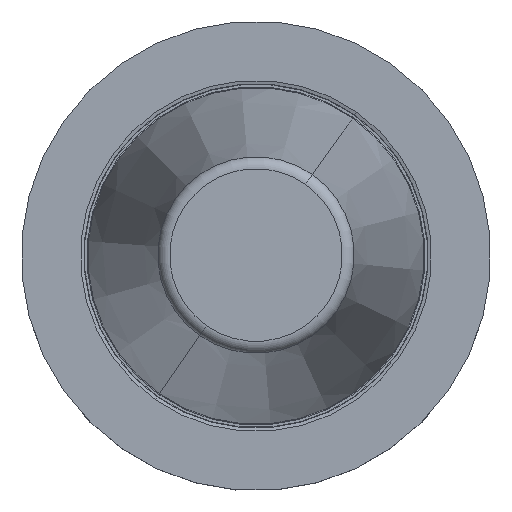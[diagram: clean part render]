
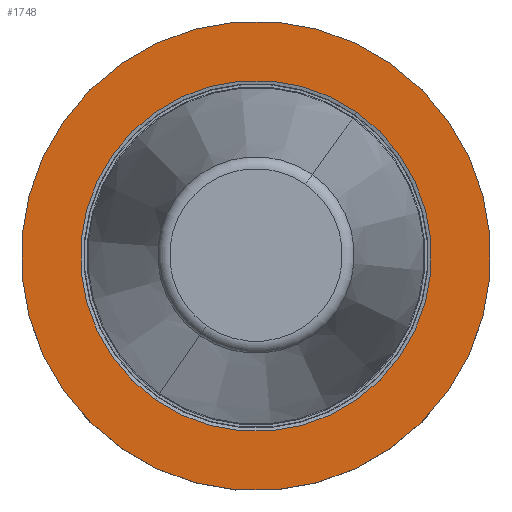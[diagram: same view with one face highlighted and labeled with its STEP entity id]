
A CAD part, top view. The second image highlights one B-rep face of the part: STEP entity #1748.
In plain terms, the highlighted planar face has unit normal (0, 0, 1).
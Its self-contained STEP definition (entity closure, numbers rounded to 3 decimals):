
#671=CARTESIAN_POINT('',(0.,0.,-3.2));
#672=DIRECTION('',(0.,0.,1.));
#673=DIRECTION('',(0.574,0.819,0.));
#674=AXIS2_PLACEMENT_3D('',#671,#672,#673);
#679=CARTESIAN_POINT('',(0.,0.,-3.2));
#680=DIRECTION('',(0.,0.,-1.));
#681=DIRECTION('',(0.574,0.819,0.));
#682=AXIS2_PLACEMENT_3D('',#679,#680,#681);
#687=CARTESIAN_POINT('',(0.,0.,-3.2));
#688=DIRECTION('',(0.,0.,-1.));
#689=DIRECTION('',(0.574,0.819,0.));
#690=AXIS2_PLACEMENT_3D('',#687,#688,#689);
#709=CARTESIAN_POINT('',(0.,0.,-3.2));
#710=DIRECTION('',(0.,0.,1.));
#711=DIRECTION('',(0.574,0.819,0.));
#712=AXIS2_PLACEMENT_3D('',#709,#710,#711);
#1043=CARTESIAN_POINT('',(27.962,39.934,-3.2));
#1044=VERTEX_POINT('',#1043);
#1045=CARTESIAN_POINT('',(20.904,29.854,-3.2));
#1047=VERTEX_POINT('',#1045);
#1113=CARTESIAN_POINT('',(-27.962,-39.934,-3.2));
#1114=VERTEX_POINT('',#1113);
#1115=CARTESIAN_POINT('',(-20.904,-29.854,-3.2));
#1117=VERTEX_POINT('',#1115);
#1733=CARTESIAN_POINT('',(0.,0.,-3.2));
#1734=DIRECTION('',(0.,0.,-1.));
#1735=DIRECTION('',(-0.574,-0.819,0.));
#1736=AXIS2_PLACEMENT_3D('',#1733,#1734,#1735);
#1737=PLANE('',#1736);
#1738=ORIENTED_EDGE('',*,*,#1712,.F.);
#1739=ORIENTED_EDGE('',*,*,#1728,.T.);
#1740=EDGE_LOOP('',(#1738,#1739));
#1741=FACE_OUTER_BOUND('',#1740,.F.);
#1743=ORIENTED_EDGE('',*,*,#1742,.F.);
#1745=ORIENTED_EDGE('',*,*,#1744,.T.);
#1746=EDGE_LOOP('',(#1743,#1745));
#1747=FACE_BOUND('',#1746,.F.);
#675=CIRCLE('',#674,48.75);
#683=CIRCLE('',#682,48.75);
#691=CIRCLE('',#690,36.446);
#713=CIRCLE('',#712,36.446);
#1712=EDGE_CURVE('',#1044,#1114,#675,.T.);
#1728=EDGE_CURVE('',#1044,#1114,#683,.T.);
#1742=EDGE_CURVE('',#1047,#1117,#691,.T.);
#1744=EDGE_CURVE('',#1047,#1117,#713,.T.);
#1748=ADVANCED_FACE('',(#1741,#1747),#1737,.F.);
